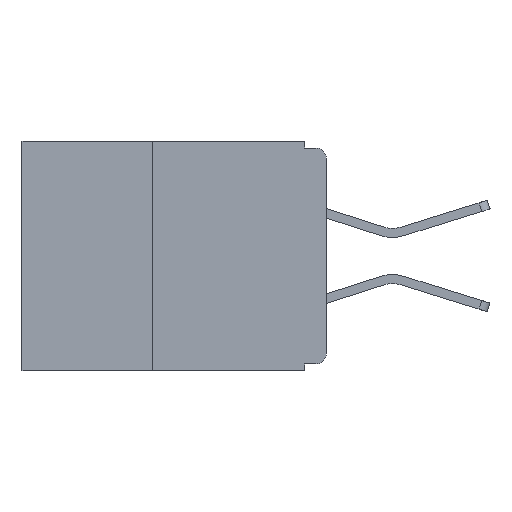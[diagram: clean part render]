
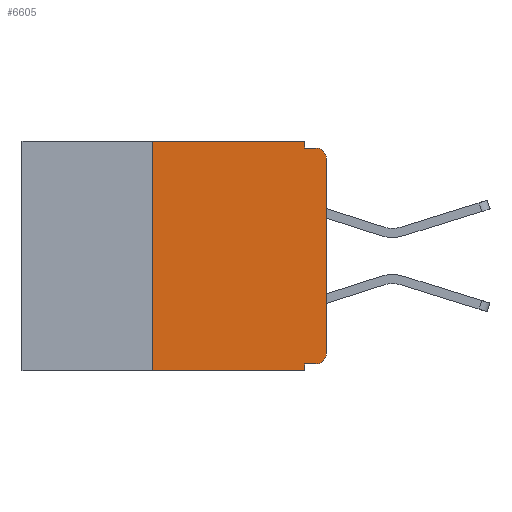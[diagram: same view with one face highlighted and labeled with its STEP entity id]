
A CAD part, left-side view. The second image highlights one B-rep face of the part: STEP entity #6605.
In plain terms, the highlighted planar face has unit normal (-1, 0, 0).
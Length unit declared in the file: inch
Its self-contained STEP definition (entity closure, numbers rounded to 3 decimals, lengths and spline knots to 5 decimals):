
#252 = AXIS2_PLACEMENT_3D ( 'NONE', #2474, #2498, #2252 ) ;
#689 = VERTEX_POINT ( 'NONE', #1510 ) ;
#1359 = VERTEX_POINT ( 'NONE', #19946 ) ;
#1418 = CARTESIAN_POINT ( 'NONE',  ( 0., 0., -0.305 ) ) ;
#1510 = CARTESIAN_POINT ( 'NONE',  ( 0., 0.031, -0.32 ) ) ;
#1658 = CARTESIAN_POINT ( 'NONE',  ( 0., 0.25, -0.33 ) ) ;
#1973 = ORIENTED_EDGE ( 'NONE', *, *, #4324, .F. ) ;
#2252 = DIRECTION ( 'NONE',  ( 0., 0., -1. ) ) ;
#2329 = PLANE ( 'NONE',  #252 ) ;
#2474 = CARTESIAN_POINT ( 'NONE',  ( 0., 0.437, 0. ) ) ;
#2498 = DIRECTION ( 'NONE',  ( 1., 0., 0. ) ) ;
#2695 = VERTEX_POINT ( 'NONE', #6780 ) ;
#4324 = EDGE_CURVE ( 'NONE', #25536, #15485, #15601, .T. ) ;
#4450 = CIRCLE ( 'NONE', #8487, 0.015 ) ;
#5078 = DIRECTION ( 'NONE',  ( 0., 0., 1. ) ) ;
#5097 = LINE ( 'NONE', #28318, #28730 ) ;
#5476 = VERTEX_POINT ( 'NONE', #1418 ) ;
#5628 = VECTOR ( 'NONE', #23956, 39.37008 ) ;
#5896 = VECTOR ( 'NONE', #13231, 39.37008 ) ;
#6463 = ORIENTED_EDGE ( 'NONE', *, *, #12862, .F. ) ;
#6577 = LINE ( 'NONE', #28605, #11349 ) ;
#6605 = ADVANCED_FACE ( 'NONE', ( #11851 ), #2329, .F. ) ;
#6780 = CARTESIAN_POINT ( 'NONE',  ( 0., 0., -0.025 ) ) ;
#7023 = DIRECTION ( 'NONE',  ( 0., 0., -1. ) ) ;
#7098 = DIRECTION ( 'NONE',  ( -1., 0., 0. ) ) ;
#7229 = CARTESIAN_POINT ( 'NONE',  ( 0., 0.015, -0.305 ) ) ;
#7760 = VERTEX_POINT ( 'NONE', #15058 ) ;
#7877 = DIRECTION ( 'NONE',  ( 0., 0., -1. ) ) ;
#8076 = EDGE_CURVE ( 'NONE', #26448, #5476, #4450, .T. ) ;
#8487 = AXIS2_PLACEMENT_3D ( 'NONE', #7229, #7098, #7023 ) ;
#8561 = DIRECTION ( 'NONE',  ( -1., 0., 0. ) ) ;
#10900 = CARTESIAN_POINT ( 'NONE',  ( 0., 0.437, -0.33 ) ) ;
#11222 = ORIENTED_EDGE ( 'NONE', *, *, #18400, .F. ) ;
#11349 = VECTOR ( 'NONE', #19623, 39.37008 ) ;
#11851 = FACE_OUTER_BOUND ( 'NONE', #18547, .T. ) ;
#11886 = EDGE_CURVE ( 'NONE', #5476, #2695, #27549, .T. ) ;
#12862 = EDGE_CURVE ( 'NONE', #689, #1359, #5097, .T. ) ;
#13149 = VECTOR ( 'NONE', #20182, 39.37008 ) ;
#13231 = DIRECTION ( 'NONE',  ( 0., -1., 0. ) ) ;
#14561 = LINE ( 'NONE', #1658, #25880 ) ;
#14700 = CARTESIAN_POINT ( 'NONE',  ( 0., 0.25, 0. ) ) ;
#15058 = CARTESIAN_POINT ( 'NONE',  ( 0., 0.015, -0.01 ) ) ;
#15240 = CARTESIAN_POINT ( 'NONE',  ( 0., 0.031, 0. ) ) ;
#15485 = VERTEX_POINT ( 'NONE', #20248 ) ;
#15601 = LINE ( 'NONE', #17972, #26878 ) ;
#15899 = AXIS2_PLACEMENT_3D ( 'NONE', #22344, #8561, #24587 ) ;
#16721 = CARTESIAN_POINT ( 'NONE',  ( 0., 0., 0. ) ) ;
#17043 = VERTEX_POINT ( 'NONE', #17213 ) ;
#17213 = CARTESIAN_POINT ( 'NONE',  ( 0., 0.25, -0.33 ) ) ;
#17882 = DIRECTION ( 'NONE',  ( 0., 0., -1. ) ) ;
#17972 = CARTESIAN_POINT ( 'NONE',  ( 0., 0.031, 0. ) ) ;
#18024 = LINE ( 'NONE', #21709, #5628 ) ;
#18054 = DIRECTION ( 'NONE',  ( 0., 0., 1. ) ) ;
#18120 = ORIENTED_EDGE ( 'NONE', *, *, #22948, .T. ) ;
#18400 = EDGE_CURVE ( 'NONE', #17043, #18784, #14561, .T. ) ;
#18453 = ORIENTED_EDGE ( 'NONE', *, *, #28300, .T. ) ;
#18547 = EDGE_LOOP ( 'NONE', ( #23693, #18453, #25120, #1973, #28617, #11222, #18120, #6463, #19539, #25472 ) ) ;
#18784 = VERTEX_POINT ( 'NONE', #14700 ) ;
#18987 = LINE ( 'NONE', #10900, #5896 ) ;
#19539 = ORIENTED_EDGE ( 'NONE', *, *, #24514, .F. ) ;
#19623 = DIRECTION ( 'NONE',  ( 0., -1., 0. ) ) ;
#19946 = CARTESIAN_POINT ( 'NONE',  ( 0., 0.031, -0.33 ) ) ;
#20002 = LINE ( 'NONE', #29046, #13149 ) ;
#20182 = DIRECTION ( 'NONE',  ( 0., 1., 0. ) ) ;
#20248 = CARTESIAN_POINT ( 'NONE',  ( 0., 0.031, -0.01 ) ) ;
#21501 = EDGE_CURVE ( 'NONE', #18784, #25536, #18024, .T. ) ;
#21709 = CARTESIAN_POINT ( 'NONE',  ( 0., 0.437, 0. ) ) ;
#22344 = CARTESIAN_POINT ( 'NONE',  ( 0., 0.015, -0.025 ) ) ;
#22898 = CARTESIAN_POINT ( 'NONE',  ( 0., 0.015, -0.32 ) ) ;
#22948 = EDGE_CURVE ( 'NONE', #17043, #1359, #18987, .T. ) ;
#23693 = ORIENTED_EDGE ( 'NONE', *, *, #11886, .T. ) ;
#23956 = DIRECTION ( 'NONE',  ( 0., -1., 0. ) ) ;
#24514 = EDGE_CURVE ( 'NONE', #26448, #689, #20002, .T. ) ;
#24587 = DIRECTION ( 'NONE',  ( 0., 0., -1. ) ) ;
#25120 = ORIENTED_EDGE ( 'NONE', *, *, #29689, .F. ) ;
#25472 = ORIENTED_EDGE ( 'NONE', *, *, #8076, .T. ) ;
#25536 = VERTEX_POINT ( 'NONE', #15240 ) ;
#25880 = VECTOR ( 'NONE', #18054, 39.37008 ) ;
#26394 = CIRCLE ( 'NONE', #15899, 0.015 ) ;
#26448 = VERTEX_POINT ( 'NONE', #22898 ) ;
#26858 = VECTOR ( 'NONE', #5078, 39.37008 ) ;
#26878 = VECTOR ( 'NONE', #17882, 39.37008 ) ;
#27549 = LINE ( 'NONE', #16721, #26858 ) ;
#28300 = EDGE_CURVE ( 'NONE', #2695, #7760, #26394, .T. ) ;
#28318 = CARTESIAN_POINT ( 'NONE',  ( 0., 0.031, -0.33 ) ) ;
#28605 = CARTESIAN_POINT ( 'NONE',  ( 0., 0., -0.01 ) ) ;
#28617 = ORIENTED_EDGE ( 'NONE', *, *, #21501, .F. ) ;
#28730 = VECTOR ( 'NONE', #7877, 39.37008 ) ;
#29046 = CARTESIAN_POINT ( 'NONE',  ( 0., 0., -0.32 ) ) ;
#29689 = EDGE_CURVE ( 'NONE', #15485, #7760, #6577, .T. ) ;
